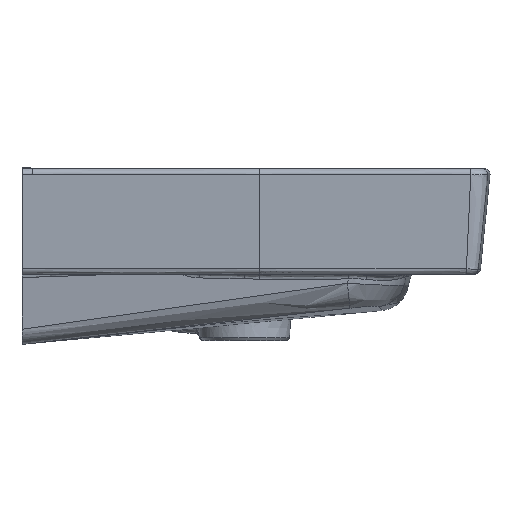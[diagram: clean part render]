
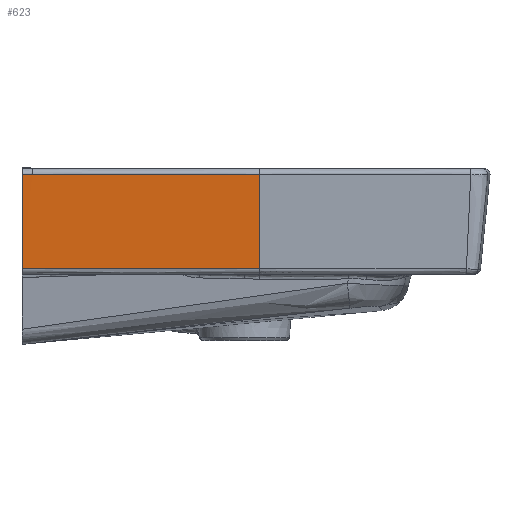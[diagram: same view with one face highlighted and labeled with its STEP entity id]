
A CAD part, left-side view. The second image highlights one B-rep face of the part: STEP entity #623.
In plain terms, the highlighted free-form (B-spline) face has degree [3, 3] with [12, 6] control points.
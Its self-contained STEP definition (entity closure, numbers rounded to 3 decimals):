
#446=B_SPLINE_SURFACE_WITH_KNOTS('',3,3,((#11852,#11853,#11854,#11855,#11856,
#11857),(#11858,#11859,#11860,#11861,#11862,#11863),(#11864,#11865,#11866,
#11867,#11868,#11869),(#11870,#11871,#11872,#11873,#11874,#11875),(#11876,
#11877,#11878,#11879,#11880,#11881),(#11882,#11883,#11884,#11885,#11886,
#11887),(#11888,#11889,#11890,#11891,#11892,#11893),(#11894,#11895,#11896,
#11897,#11898,#11899),(#11900,#11901,#11902,#11903,#11904,#11905),(#11906,
#11907,#11908,#11909,#11910,#11911),(#11912,#11913,#11914,#11915,#11916,
#11917),(#11918,#11919,#11920,#11921,#11922,#11923)),.UNSPECIFIED.,.F.,
 .F.,.F.,(4,1,1,1,1,1,1,1,1,4),(4,1,1,4),(0.,0.2,0.6,0.7,0.8,0.9,0.95,0.975,
0.988,1.),(0.,0.221,0.779,1.),.UNSPECIFIED.);
#623=ADVANCED_FACE('',(#870),#446,.F.);
#870=FACE_OUTER_BOUND('',#1111,.T.);
#1111=EDGE_LOOP('',(#1907,#1908,#1909,#1910,#1911));
#1907=ORIENTED_EDGE('',*,*,#3068,.T.);
#1908=ORIENTED_EDGE('',*,*,#3034,.T.);
#1909=ORIENTED_EDGE('',*,*,#3076,.F.);
#1910=ORIENTED_EDGE('',*,*,#3077,.F.);
#1911=ORIENTED_EDGE('',*,*,#3075,.T.);
#2558=VERTEX_POINT('',#11045);
#2559=VERTEX_POINT('',#11047);
#2582=VERTEX_POINT('',#11780);
#2587=VERTEX_POINT('',#11820);
#2588=VERTEX_POINT('',#11847);
#3034=EDGE_CURVE('',#2558,#2559,#3505,.T.);
#3068=EDGE_CURVE('',#2582,#2558,#3528,.T.);
#3075=EDGE_CURVE('',#2587,#2582,#3535,.T.);
#3076=EDGE_CURVE('',#2588,#2559,#3536,.T.);
#3077=EDGE_CURVE('',#2587,#2588,#3537,.T.);
#3505=B_SPLINE_CURVE_WITH_KNOTS('',3,(#11048,#11049,#11050,#11051),
 .UNSPECIFIED.,.F.,.F.,(4,4),(0.,1.),.UNSPECIFIED.);
#3528=B_SPLINE_CURVE_WITH_KNOTS('',3,(#11776,#11777,#11778,#11779),
 .UNSPECIFIED.,.F.,.F.,(4,4),(0.,1.),.UNSPECIFIED.);
#3535=B_SPLINE_CURVE_WITH_KNOTS('',3,(#11825,#11826,#11827,#11828),
 .UNSPECIFIED.,.F.,.F.,(4,4),(0.,1.),.UNSPECIFIED.);
#3536=B_SPLINE_CURVE_WITH_KNOTS('',3,(#11841,#11842,#11843,#11844,#11845,
#11846),.UNSPECIFIED.,.F.,.F.,(4,1,1,4),(0.,0.221,0.779,
1.),.UNSPECIFIED.);
#3537=B_SPLINE_CURVE_WITH_KNOTS('',3,(#11848,#11849,#11850,#11851),
 .UNSPECIFIED.,.F.,.F.,(4,4),(0.,1.),.UNSPECIFIED.);
#11045=CARTESIAN_POINT('',(-243.914,0.,-85.475));
#11047=CARTESIAN_POINT('',(-245.442,-202.8,-85.475));
#11048=CARTESIAN_POINT('',(-243.914,0.,-85.475));
#11049=CARTESIAN_POINT('',(-244.93,-64.446,-85.475));
#11050=CARTESIAN_POINT('',(-245.442,-132.049,-85.475));
#11051=CARTESIAN_POINT('',(-245.442,-202.8,-85.475));
#11776=CARTESIAN_POINT('',(-248.402,0.,-5.082));
#11777=CARTESIAN_POINT('',(-247.964,0.,-31.928));
#11778=CARTESIAN_POINT('',(-246.467,0.,-58.747));
#11779=CARTESIAN_POINT('',(-243.914,0.,-85.475));
#11780=CARTESIAN_POINT('',(-248.402,0.,-5.082));
#11820=CARTESIAN_POINT('',(-248.537,-8.813,-5.082));
#11825=CARTESIAN_POINT('',(-248.537,-8.813,-5.082));
#11826=CARTESIAN_POINT('',(-248.493,-5.875,-5.082));
#11827=CARTESIAN_POINT('',(-248.448,-2.938,-5.082));
#11828=CARTESIAN_POINT('',(-248.402,0.,-5.082));
#11841=CARTESIAN_POINT('',(-250.013,-202.8,26.825));
#11842=CARTESIAN_POINT('',(-250.106,-202.8,16.179));
#11843=CARTESIAN_POINT('',(-250.08,-202.8,-21.354));
#11844=CARTESIAN_POINT('',(-247.392,-202.8,-69.488));
#11845=CARTESIAN_POINT('',(-243.238,-202.8,-106.791));
#11846=CARTESIAN_POINT('',(-241.96,-202.8,-117.36));
#11847=CARTESIAN_POINT('',(-249.925,-202.8,-5.081));
#11848=CARTESIAN_POINT('',(-248.537,-8.813,-5.082));
#11849=CARTESIAN_POINT('',(-249.507,-73.472,-5.082));
#11850=CARTESIAN_POINT('',(-249.925,-138.146,-5.082));
#11851=CARTESIAN_POINT('',(-249.925,-202.8,-5.082));
#11852=CARTESIAN_POINT('',(-247.635,48.816,26.789));
#11853=CARTESIAN_POINT('',(-247.728,48.813,16.168));
#11854=CARTESIAN_POINT('',(-247.702,48.814,-21.278));
#11855=CARTESIAN_POINT('',(-245.019,48.916,-69.299));
#11856=CARTESIAN_POINT('',(-240.875,49.074,-106.515));
#11857=CARTESIAN_POINT('',(-239.599,49.122,-117.06));
#11858=CARTESIAN_POINT('',(-247.956,32.044,26.794));
#11859=CARTESIAN_POINT('',(-248.049,32.04,16.17));
#11860=CARTESIAN_POINT('',(-248.023,32.041,-21.288));
#11861=CARTESIAN_POINT('',(-245.34,32.137,-69.325));
#11862=CARTESIAN_POINT('',(-241.194,32.284,-106.553));
#11863=CARTESIAN_POINT('',(-239.919,32.33,-117.1));
#11864=CARTESIAN_POINT('',(-248.843,-18.275,26.807));
#11865=CARTESIAN_POINT('',(-248.936,-18.277,16.174));
#11866=CARTESIAN_POINT('',(-248.91,-18.277,-21.317));
#11867=CARTESIAN_POINT('',(-246.225,-18.202,-69.395));
#11868=CARTESIAN_POINT('',(-242.076,-18.086,-106.655));
#11869=CARTESIAN_POINT('',(-240.8,-18.05,-117.212));
#11870=CARTESIAN_POINT('',(-249.519,-76.985,26.817));
#11871=CARTESIAN_POINT('',(-249.612,-76.987,16.177));
#11872=CARTESIAN_POINT('',(-249.587,-76.987,-21.338));
#11873=CARTESIAN_POINT('',(-246.9,-76.936,-69.449));
#11874=CARTESIAN_POINT('',(-242.748,-76.857,-106.734));
#11875=CARTESIAN_POINT('',(-241.471,-76.832,-117.298));
#11876=CARTESIAN_POINT('',(-249.843,-127.311,26.822));
#11877=CARTESIAN_POINT('',(-249.936,-127.312,16.178));
#11878=CARTESIAN_POINT('',(-249.91,-127.312,-21.349));
#11879=CARTESIAN_POINT('',(-247.223,-127.281,-69.475));
#11880=CARTESIAN_POINT('',(-243.07,-127.234,-106.771));
#11881=CARTESIAN_POINT('',(-241.792,-127.219,-117.339));
#11882=CARTESIAN_POINT('',(-249.953,-152.474,26.824));
#11883=CARTESIAN_POINT('',(-250.047,-152.474,16.179));
#11884=CARTESIAN_POINT('',(-250.021,-152.474,-21.352));
#11885=CARTESIAN_POINT('',(-247.333,-152.454,-69.484));
#11886=CARTESIAN_POINT('',(-243.18,-152.422,-106.784));
#11887=CARTESIAN_POINT('',(-241.902,-152.412,-117.352));
#11888=CARTESIAN_POINT('',(-250.003,-173.443,26.825));
#11889=CARTESIAN_POINT('',(-250.096,-173.443,16.179));
#11890=CARTESIAN_POINT('',(-250.07,-173.443,-21.354));
#11891=CARTESIAN_POINT('',(-247.382,-173.431,-69.487));
#11892=CARTESIAN_POINT('',(-243.229,-173.413,-106.79));
#11893=CARTESIAN_POINT('',(-241.951,-173.407,-117.359));
#11894=CARTESIAN_POINT('',(-250.015,-188.121,26.825));
#11895=CARTESIAN_POINT('',(-250.109,-188.122,16.179));
#11896=CARTESIAN_POINT('',(-250.083,-188.122,-21.354));
#11897=CARTESIAN_POINT('',(-247.395,-188.116,-69.488));
#11898=CARTESIAN_POINT('',(-243.241,-188.106,-106.791));
#11899=CARTESIAN_POINT('',(-241.963,-188.104,-117.36));
#11900=CARTESIAN_POINT('',(-250.016,-195.461,26.825));
#11901=CARTESIAN_POINT('',(-250.109,-195.461,16.179));
#11902=CARTESIAN_POINT('',(-250.083,-195.461,-21.354));
#11903=CARTESIAN_POINT('',(-247.395,-195.458,-69.488));
#11904=CARTESIAN_POINT('',(-243.241,-195.453,-106.791));
#11905=CARTESIAN_POINT('',(-241.963,-195.452,-117.36));
#11906=CARTESIAN_POINT('',(-250.015,-199.655,26.825));
#11907=CARTESIAN_POINT('',(-250.108,-199.655,16.179));
#11908=CARTESIAN_POINT('',(-250.082,-199.655,-21.354));
#11909=CARTESIAN_POINT('',(-247.394,-199.653,-69.488));
#11910=CARTESIAN_POINT('',(-243.24,-199.651,-106.791));
#11911=CARTESIAN_POINT('',(-241.962,-199.651,-117.36));
#11912=CARTESIAN_POINT('',(-250.013,-201.752,26.825));
#11913=CARTESIAN_POINT('',(-250.106,-201.752,16.179));
#11914=CARTESIAN_POINT('',(-250.08,-201.752,-21.354));
#11915=CARTESIAN_POINT('',(-247.392,-201.751,-69.488));
#11916=CARTESIAN_POINT('',(-243.238,-201.75,-106.791));
#11917=CARTESIAN_POINT('',(-241.96,-201.75,-117.36));
#11918=CARTESIAN_POINT('',(-250.013,-202.8,26.825));
#11919=CARTESIAN_POINT('',(-250.106,-202.8,16.179));
#11920=CARTESIAN_POINT('',(-250.08,-202.8,-21.354));
#11921=CARTESIAN_POINT('',(-247.392,-202.8,-69.488));
#11922=CARTESIAN_POINT('',(-243.238,-202.8,-106.791));
#11923=CARTESIAN_POINT('',(-241.96,-202.8,-117.36));
